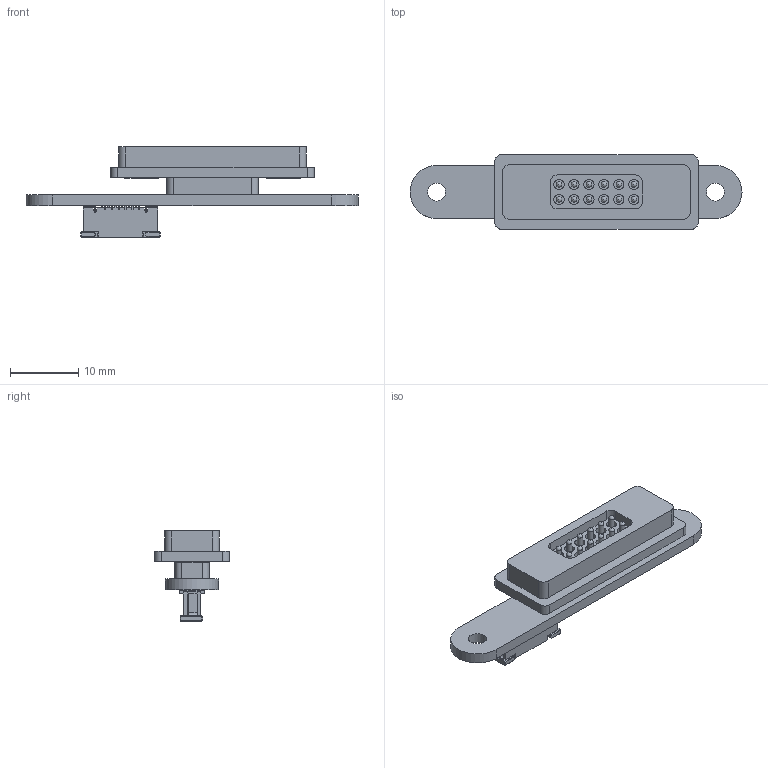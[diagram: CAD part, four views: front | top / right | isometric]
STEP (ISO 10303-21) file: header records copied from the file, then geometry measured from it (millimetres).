
FILE_DESCRIPTION(('KiCad electronic assembly'),'2;1');
FILE_NAME('connector-left.step','2024-11-01T10:45:47',('Pcbnew'),( 'Kicad'),'Open CASCADE STEP processor 7.8','KiCad to STEP converter' ,'Unknown');
FILE_SCHEMA(('AUTOMOTIVE_DESIGN { 1 0 10303 214 1 1 1 1 }'));
Length unit declared in the file: millimetre
Products named in the file (6): connector-left 1; Magnetic connector 12pin female; Magnetic connector 12pin v2; c-1-1734742-2-o-3d; C-1-1734742-2; connector-left_PCB
Assembly tree (5 placements, depth 3):
  connector-left 1
    Magnetic connector 12pin female
      Magnetic connector 12pin v2
    c-1-1734742-2-o-3d
      C-1-1734742-2
    connector-left_PCB
Bounding box: 48.8 x 11 x 13.27 mm (x, y, z)
Volume: 1893.3 mm3; surface area: 3418.2 mm2
Topology: 17 solids, 17 shells, 850 faces, 2256 edges, 1475 vertices
Faces by surface type: bspline 609, cylinder 120, plane 109, sphere 12
Full cylindrical faces by diameter (mm): 0.8 x24, 0.9 x12, 1.5 x24, 1.8 x24, 2.65 x2
Entity records: 24624 total; most frequent: CARTESIAN_POINT 8514, ORIENTED_EDGE 4488, EDGE_CURVE 2244, B_SPLINE_CURVE_WITH_KNOTS 1640, VERTEX_POINT 1475, DIRECTION 1226, FACE_BOUND 979, EDGE_LOOP 979
